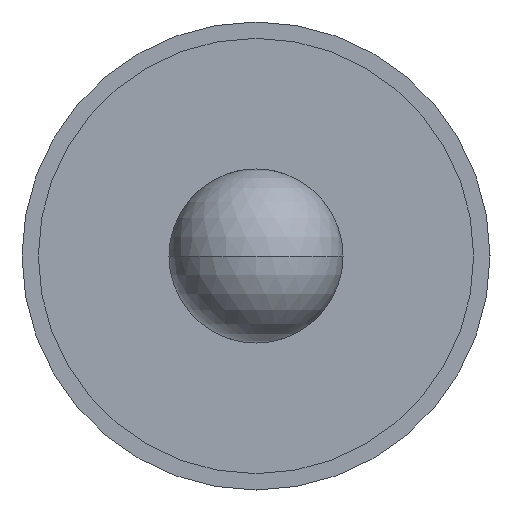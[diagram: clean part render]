
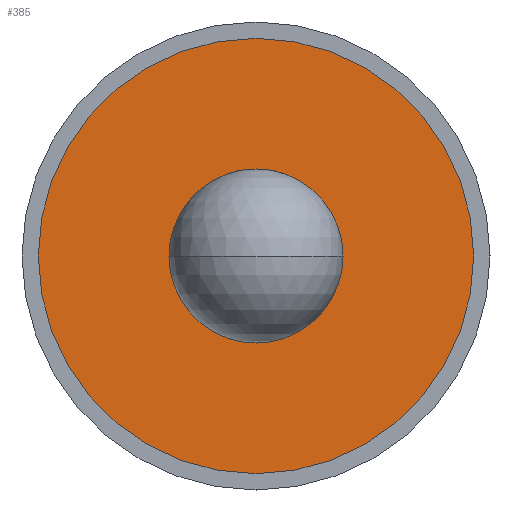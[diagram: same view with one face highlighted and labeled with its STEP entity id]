
A CAD part, front view. The second image highlights one B-rep face of the part: STEP entity #385.
In plain terms, the highlighted planar face has unit normal (0, -1, 0).
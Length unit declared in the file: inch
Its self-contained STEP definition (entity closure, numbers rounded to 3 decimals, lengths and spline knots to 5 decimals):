
#6 = VERTEX_POINT ( 'NONE', #296 ) ;
#17 = DIRECTION ( 'NONE',  ( 0., 0., 1. ) ) ;
#25 = CARTESIAN_POINT ( 'NONE',  ( 0., 0., 0. ) ) ;
#32 = DIRECTION ( 'NONE',  ( 0., 1., 0. ) ) ;
#136 = EDGE_CURVE ( 'NONE', #293, #212, #174, .T. ) ;
#141 = EDGE_LOOP ( 'NONE', ( #523, #324 ) ) ;
#158 = VERTEX_POINT ( 'NONE', #215 ) ;
#162 = FACE_OUTER_BOUND ( 'NONE', #492, .T. ) ;
#168 = DIRECTION ( 'NONE',  ( 0., 0., 1. ) ) ;
#169 = CARTESIAN_POINT ( 'NONE',  ( 0., 0., 0. ) ) ;
#173 = DIRECTION ( 'NONE',  ( 0., 0., 1. ) ) ;
#174 = CIRCLE ( 'NONE', #552, 0.008 ) ;
#176 = ORIENTED_EDGE ( 'NONE', *, *, #655, .F. ) ;
#178 = DIRECTION ( 'NONE',  ( 0., 1., 0. ) ) ;
#210 = EDGE_CURVE ( 'NONE', #158, #6, #257, .T. ) ;
#212 = VERTEX_POINT ( 'NONE', #376 ) ;
#215 = CARTESIAN_POINT ( 'NONE',  ( 0., 0., -0.02 ) ) ;
#229 = EDGE_CURVE ( 'NONE', #212, #293, #273, .T. ) ;
#231 = AXIS2_PLACEMENT_3D ( 'NONE', #169, #32, #173 ) ;
#257 = CIRCLE ( 'NONE', #514, 0.02 ) ;
#264 = DIRECTION ( 'NONE',  ( 0., 0., 1. ) ) ;
#273 = CIRCLE ( 'NONE', #609, 0.008 ) ;
#293 = VERTEX_POINT ( 'NONE', #491 ) ;
#296 = CARTESIAN_POINT ( 'NONE',  ( 0., 0., 0.02 ) ) ;
#297 = DIRECTION ( 'NONE',  ( 0., 0., 1. ) ) ;
#319 = DIRECTION ( 'NONE',  ( 0., 1., 0. ) ) ;
#324 = ORIENTED_EDGE ( 'NONE', *, *, #136, .T. ) ;
#372 = CARTESIAN_POINT ( 'NONE',  ( 0., 0., 0. ) ) ;
#376 = CARTESIAN_POINT ( 'NONE',  ( 0., 0., 0.008 ) ) ;
#381 = AXIS2_PLACEMENT_3D ( 'NONE', #574, #515, #17 ) ;
#385 = ADVANCED_FACE ( 'NONE', ( #162, #426 ), #632, .F. ) ;
#424 = CARTESIAN_POINT ( 'NONE',  ( 0., 0., 0. ) ) ;
#426 = FACE_BOUND ( 'NONE', #141, .T. ) ;
#434 = ORIENTED_EDGE ( 'NONE', *, *, #210, .F. ) ;
#485 = CIRCLE ( 'NONE', #231, 0.02 ) ;
#491 = CARTESIAN_POINT ( 'NONE',  ( 0., 0., -0.008 ) ) ;
#492 = EDGE_LOOP ( 'NONE', ( #176, #434 ) ) ;
#514 = AXIS2_PLACEMENT_3D ( 'NONE', #424, #629, #168 ) ;
#515 = DIRECTION ( 'NONE',  ( 0., 1., 0. ) ) ;
#523 = ORIENTED_EDGE ( 'NONE', *, *, #229, .T. ) ;
#552 = AXIS2_PLACEMENT_3D ( 'NONE', #372, #319, #264 ) ;
#574 = CARTESIAN_POINT ( 'NONE',  ( 0.008, 0., 0. ) ) ;
#609 = AXIS2_PLACEMENT_3D ( 'NONE', #25, #178, #297 ) ;
#629 = DIRECTION ( 'NONE',  ( 0., 1., 0. ) ) ;
#632 = PLANE ( 'NONE',  #381 ) ;
#655 = EDGE_CURVE ( 'NONE', #6, #158, #485, .T. ) ;
